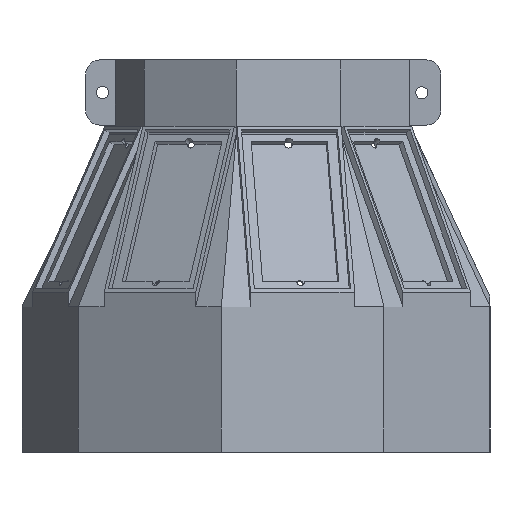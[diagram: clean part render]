
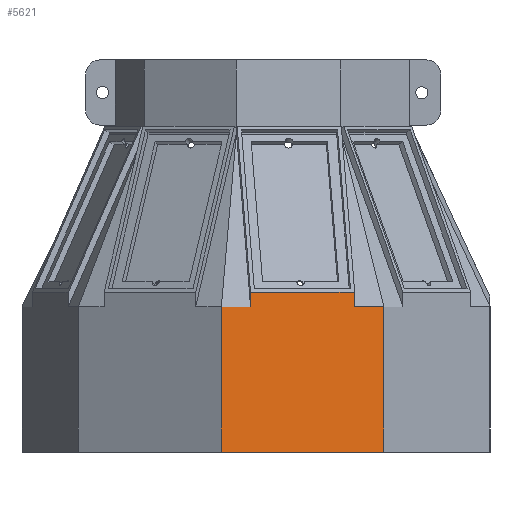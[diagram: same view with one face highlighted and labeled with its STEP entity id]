
A CAD part, left-side view. The second image highlights one B-rep face of the part: STEP entity #5621.
In plain terms, the highlighted planar face has unit normal (-0.985, -0.174, 0).
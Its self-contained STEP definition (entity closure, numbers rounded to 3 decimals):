
#97=B_SPLINE_CURVE_WITH_KNOTS('',3,(#9202,#9203,#9204,#9205),
 .UNSPECIFIED.,.F.,.F.,(4,4),(-4.058,-3.328),
 .UNSPECIFIED.);
#98=B_SPLINE_CURVE_WITH_KNOTS('',3,(#9207,#9208,#9209,#9210),
 .UNSPECIFIED.,.F.,.F.,(4,4),(0.835,0.835),
 .UNSPECIFIED.);
#99=B_SPLINE_CURVE_WITH_KNOTS('',3,(#9214,#9215,#9216,#9217),
 .UNSPECIFIED.,.F.,.F.,(4,4),(-0.728,0.),
 .UNSPECIFIED.);
#440=FACE_OUTER_BOUND('',#740,.T.);
#740=EDGE_LOOP('',(#3995,#3996,#3997,#3998,#3999,#4000,#4001,#4002,#4003,
#4004));
#1219=LINE('',#9169,#1782);
#1222=LINE('',#9180,#1785);
#1225=LINE('',#9196,#1788);
#1226=LINE('',#9198,#1789);
#1227=LINE('',#9200,#1790);
#1228=LINE('',#9212,#1791);
#1229=LINE('',#9213,#1792);
#1782=VECTOR('',#6553,10.);
#1785=VECTOR('',#6558,10.);
#1788=VECTOR('',#6563,10.);
#1789=VECTOR('',#6564,10.);
#1790=VECTOR('',#6565,10.);
#1791=VECTOR('',#6566,10.);
#1792=VECTOR('',#6567,10.);
#2379=VERTEX_POINT('',#9163);
#2380=VERTEX_POINT('',#9168);
#2381=VERTEX_POINT('',#9176);
#2383=VERTEX_POINT('',#9179);
#2386=VERTEX_POINT('',#9195);
#2387=VERTEX_POINT('',#9197);
#2388=VERTEX_POINT('',#9199);
#2389=VERTEX_POINT('',#9201);
#2390=VERTEX_POINT('',#9206);
#2391=VERTEX_POINT('',#9211);
#3005=EDGE_CURVE('',#2379,#2380,#1219,.F.);
#3009=EDGE_CURVE('',#2383,#2381,#1222,.T.);
#3013=EDGE_CURVE('',#2386,#2381,#1225,.T.);
#3014=EDGE_CURVE('',#2386,#2387,#1226,.F.);
#3015=EDGE_CURVE('',#2387,#2388,#1227,.T.);
#3016=EDGE_CURVE('',#2389,#2388,#97,.T.);
#3017=EDGE_CURVE('',#2390,#2389,#98,.T.);
#3018=EDGE_CURVE('',#2390,#2391,#1228,.F.);
#3019=EDGE_CURVE('',#2380,#2391,#1229,.F.);
#3020=EDGE_CURVE('',#2383,#2379,#99,.T.);
#3995=ORIENTED_EDGE('',*,*,#3013,.F.);
#3996=ORIENTED_EDGE('',*,*,#3014,.T.);
#3997=ORIENTED_EDGE('',*,*,#3015,.T.);
#3998=ORIENTED_EDGE('',*,*,#3016,.F.);
#3999=ORIENTED_EDGE('',*,*,#3017,.F.);
#4000=ORIENTED_EDGE('',*,*,#3018,.T.);
#4001=ORIENTED_EDGE('',*,*,#3019,.F.);
#4002=ORIENTED_EDGE('',*,*,#3005,.F.);
#4003=ORIENTED_EDGE('',*,*,#3020,.F.);
#4004=ORIENTED_EDGE('',*,*,#3009,.T.);
#5379=PLANE('',#5963);
#5621=ADVANCED_FACE('',(#440),#5379,.T.);
#5963=AXIS2_PLACEMENT_3D('',#9194,#6561,#6562);
#6553=DIRECTION('',(0.,0.,1.));
#6558=DIRECTION('',(0.,0.,1.));
#6561=DIRECTION('center_axis',(-0.985,-0.174,0.));
#6562=DIRECTION('ref_axis',(-0.174,0.985,0.));
#6563=DIRECTION('',(0.174,-0.985,0.));
#6564=DIRECTION('',(0.174,-0.985,0.));
#6565=DIRECTION('',(0.,0.,-1.));
#6566=DIRECTION('',(0.,0.,1.));
#6567=DIRECTION('',(0.174,-0.985,0.));
#9163=CARTESIAN_POINT('',(-51.372,-29.656,134.629));
#9168=CARTESIAN_POINT('',(-51.372,-29.656,98.9));
#9169=CARTESIAN_POINT('',(-51.372,-29.656,138.9));
#9176=CARTESIAN_POINT('',(-52.636,-22.482,138.2));
#9179=CARTESIAN_POINT('',(-52.636,-22.482,134.629));
#9180=CARTESIAN_POINT('',(-52.636,-22.482,158.942));
#9194=CARTESIAN_POINT('Origin',(-51.498,-28.939,138.9));
#9195=CARTESIAN_POINT('',(-53.5,-17.584,138.201));
#9196=CARTESIAN_POINT('',(-53.196,-19.308,138.2));
#9197=CARTESIAN_POINT('',(-57.15,3.124,138.2));
#9198=CARTESIAN_POINT('',(-52.067,-25.71,138.201));
#9199=CARTESIAN_POINT('',(-57.15,3.124,134.63));
#9200=CARTESIAN_POINT('',(-57.15,3.124,138.55));
#9201=CARTESIAN_POINT('',(-58.415,10.303,134.63));
#9202=CARTESIAN_POINT('Ctrl Pts',(-58.415,10.303,134.63));
#9203=CARTESIAN_POINT('Ctrl Pts',(-57.993,7.91,134.63));
#9204=CARTESIAN_POINT('Ctrl Pts',(-57.572,5.517,134.63));
#9205=CARTESIAN_POINT('Ctrl Pts',(-57.15,3.124,134.63));
#9206=CARTESIAN_POINT('',(-58.415,10.303,134.629));
#9207=CARTESIAN_POINT('Ctrl Pts',(-58.415,10.303,134.629));
#9208=CARTESIAN_POINT('Ctrl Pts',(-58.415,10.303,134.63));
#9209=CARTESIAN_POINT('Ctrl Pts',(-58.415,10.303,134.63));
#9210=CARTESIAN_POINT('Ctrl Pts',(-58.415,10.303,134.63));
#9211=CARTESIAN_POINT('',(-58.415,10.303,98.9));
#9212=CARTESIAN_POINT('',(-58.415,10.303,138.9));
#9213=CARTESIAN_POINT('',(-53.196,-19.308,98.9));
#9214=CARTESIAN_POINT('Ctrl Pts',(-52.636,-22.482,134.629));
#9215=CARTESIAN_POINT('Ctrl Pts',(-52.215,-24.873,134.629));
#9216=CARTESIAN_POINT('Ctrl Pts',(-51.793,-27.264,134.629));
#9217=CARTESIAN_POINT('Ctrl Pts',(-51.372,-29.656,134.629));
